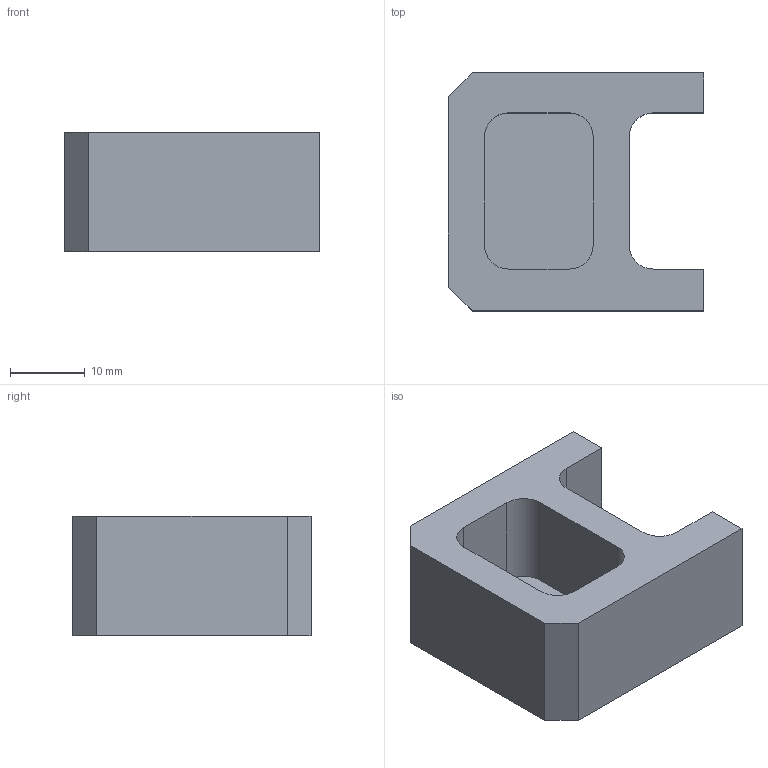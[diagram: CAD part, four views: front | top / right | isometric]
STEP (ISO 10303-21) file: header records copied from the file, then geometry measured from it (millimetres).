
FILE_DESCRIPTION((''),'2;1');
FILE_NAME('VALVE_2_ASSY_SLDPRT__','2016-12-07T',('cxl300'),(''),'PRO/ENGINEER BY PARAMETRIC TECHNOLOGY CORPORATION, 2013230','PRO/ENGINEER BY PARAMETRIC TECHNOLOGY CORPORATION, 2013230','');
FILE_SCHEMA(('CONFIG_CONTROL_DESIGN','GEOMETRIC_VALIDATION_PROPERTIES_MIM'));
Length unit declared in the file: millimetre
Products named in the file (1): VALVE_2_ASSY_SLDPRT__
Bounding box: 34.04 x 31.75 x 15.88 mm (x, y, z)
Volume: 9995.6 mm3; surface area: 4993.2 mm2
Topology: 1 solids, 1 shells, 31 faces, 80 edges, 50 vertices
Faces by surface type: plane 17, cylinder 10, cone 4
Entity records: 1001 total; most frequent: CARTESIAN_POINT 159, DIRECTION 158, ORIENTED_EDGE 152, EDGE_CURVE 76, VECTOR 56, LINE 56, AXIS2_PLACEMENT_3D 51, VERTEX_POINT 50
